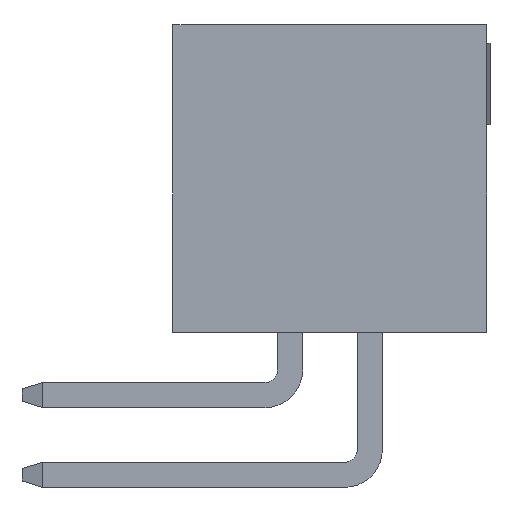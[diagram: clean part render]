
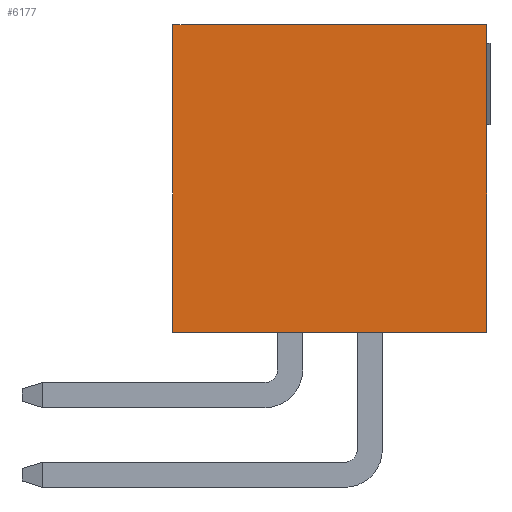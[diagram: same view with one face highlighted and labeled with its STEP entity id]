
A CAD part, left-side view. The second image highlights one B-rep face of the part: STEP entity #6177.
In plain terms, the highlighted planar face has unit normal (-1, 0, 0).
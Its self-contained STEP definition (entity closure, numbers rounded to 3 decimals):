
#835=ORIENTED_EDGE('',*,*,#1779,.F.);
#836=ORIENTED_EDGE('',*,*,#1764,.F.);
#837=ORIENTED_EDGE('',*,*,#1473,.T.);
#838=ORIENTED_EDGE('',*,*,#1896,.T.);
#1473=EDGE_CURVE('',#2154,#2153,#2589,.T.);
#1764=EDGE_CURVE('',#2154,#2358,#2880,.T.);
#1779=EDGE_CURVE('',#2358,#2365,#2895,.T.);
#1896=EDGE_CURVE('',#2153,#2365,#3012,.T.);
#2153=VERTEX_POINT('',#7792);
#2154=VERTEX_POINT('',#7794);
#2358=VERTEX_POINT('',#8367);
#2365=VERTEX_POINT('',#8390);
#2589=LINE('',#7793,#3261);
#2880=LINE('',#8366,#3552);
#2895=LINE('',#8389,#3567);
#3012=LINE('',#8621,#3684);
#3261=VECTOR('',#6591,1000.);
#3552=VECTOR('',#7038,1000.);
#3567=VECTOR('',#7055,1000.);
#3684=VECTOR('',#7230,1000.);
#4050=EDGE_LOOP('',(#835,#836,#837,#838));
#4302=FACE_BOUND('',#4050,.T.);
#4537=PLANE('',#6427);
#6177=ADVANCED_FACE('',(#4302),#4537,.T.);
#6427=AXIS2_PLACEMENT_3D('',#8622,#7231,#7232);
#6591=DIRECTION('',(0.,0.,1.));
#7038=DIRECTION('',(0.,1.,0.));
#7055=DIRECTION('',(0.,0.,1.));
#7230=DIRECTION('',(0.,1.,0.));
#7231=DIRECTION('',(-1.,0.,0.));
#7232=DIRECTION('',(0.,0.,1.));
#7792=CARTESIAN_POINT('',(-8.255,-2.5,2.45));
#7793=CARTESIAN_POINT('',(-8.255,-2.5,-2.45));
#7794=CARTESIAN_POINT('',(-8.255,-2.5,-2.45));
#8366=CARTESIAN_POINT('',(-8.255,-2.5,-2.45));
#8367=CARTESIAN_POINT('',(-8.255,2.5,-2.45));
#8389=CARTESIAN_POINT('',(-8.255,2.5,-2.45));
#8390=CARTESIAN_POINT('',(-8.255,2.5,2.45));
#8621=CARTESIAN_POINT('',(-8.255,-2.5,2.45));
#8622=CARTESIAN_POINT('',(-8.255,-2.5,-2.45));
